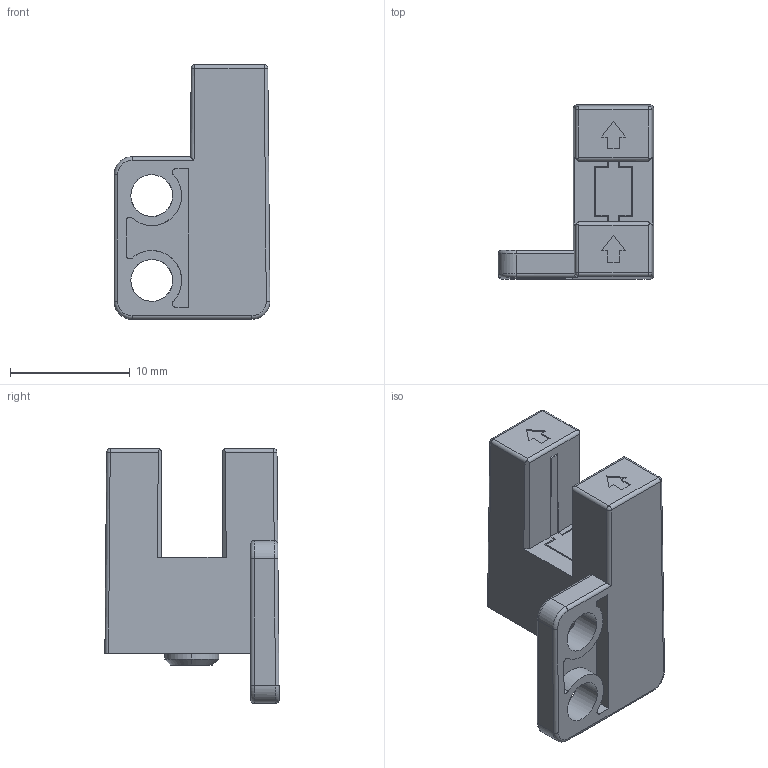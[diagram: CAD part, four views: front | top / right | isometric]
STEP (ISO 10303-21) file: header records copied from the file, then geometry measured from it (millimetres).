
FILE_DESCRIPTION(/* description */ (''),/* implementation_level */ '2;1');
FILE_NAME(/* name */ 'UXR45.stp',/* time_stamp */ '2023-10-19T15:40:45+08:00',/* author */ (''),/* organization */ (''),/* preprocessor_version */ 'ST-DEVELOPER v16.7',/* originating_system */ 'SIEMENS PLM Software NX 12.0',/* authorisation */ '');
FILE_SCHEMA (('AP203_CONFIGURATION_CONTROLLED_3D_DESIGN_OF_MECHANICAL_PARTS_AND_ASSEMBLIES_MIM_LF { 1 0 10303 403 2 1 2}'));
Length unit declared in the file: millimetre
Products named in the file (4): MANIFOLD_SOLID_BREP_15112; MANIFOLD_SOLID_BREP_14052; MANIFOLD_SOLID_BREP_7240; _model1
Assembly tree (3 placements, depth 2):
  _model1
    MANIFOLD_SOLID_BREP_7240
    MANIFOLD_SOLID_BREP_14052
    MANIFOLD_SOLID_BREP_15112
Bounding box: 13.02 x 14.58 x 21.3 mm (x, y, z)
Volume: 996.4 mm3; surface area: 2467.4 mm2
Topology: 4 solids, 4 shells, 255 faces, 675 edges, 424 vertices
Faces by surface type: plane 161, cylinder 61, cone 20, torus 5, sphere 4, bspline 4
Entity records: 8519 total; most frequent: CARTESIAN_POINT 1726, ORIENTED_EDGE 1334, DIRECTION 1304, EDGE_CURVE 667, LINE 498, VECTOR 498, VERTEX_POINT 424, AXIS2_PLACEMENT_3D 403
